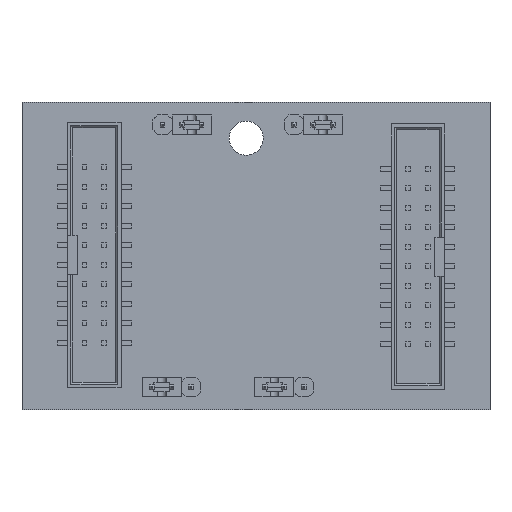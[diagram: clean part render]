
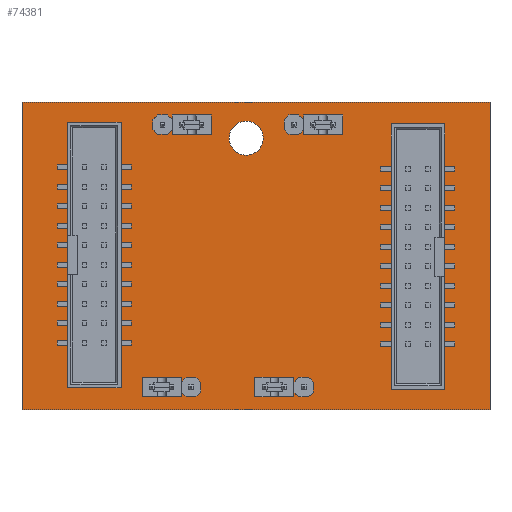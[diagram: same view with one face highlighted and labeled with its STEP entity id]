
A CAD part, front view. The second image highlights one B-rep face of the part: STEP entity #74381.
In plain terms, the highlighted planar face has unit normal (0, -1, 0).
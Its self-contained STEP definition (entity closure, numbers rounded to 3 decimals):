
#48 = PLANE ( 'NONE',  #1903 ) ;
#637 = CIRCLE ( 'NONE', #3074, 1.75 ) ;
#1903 = AXIS2_PLACEMENT_3D ( 'NONE', #5390, #28788, #29560 ) ;
#3074 = AXIS2_PLACEMENT_3D ( 'NONE', #14795, #3216, #26611 ) ;
#3216 = DIRECTION ( 'NONE',  ( 0., 1., 0. ) ) ;
#5152 = ORIENTED_EDGE ( 'NONE', *, *, #74314, .T. ) ;
#5390 = CARTESIAN_POINT ( 'NONE',  ( 0., -1., 0. ) ) ;
#6252 = VECTOR ( 'NONE', #55015, 1000. ) ;
#6889 = VERTEX_POINT ( 'NONE', #71960 ) ;
#8308 = CARTESIAN_POINT ( 'NONE',  ( 48., -1., -31.5 ) ) ;
#10111 = ORIENTED_EDGE ( 'NONE', *, *, #46402, .F. ) ;
#11028 = CARTESIAN_POINT ( 'NONE',  ( 0., -1., 0. ) ) ;
#11165 = FACE_BOUND ( 'NONE', #13645, .T. ) ;
#11324 = EDGE_CURVE ( 'NONE', #43237, #37643, #75089, .T. ) ;
#12925 = CARTESIAN_POINT ( 'NONE',  ( 48., -1., 0. ) ) ;
#13344 = DIRECTION ( 'NONE',  ( -1., 0., 0. ) ) ;
#13645 = EDGE_LOOP ( 'NONE', ( #28054, #5152 ) ) ;
#14486 = LINE ( 'NONE', #8308, #6252 ) ;
#14795 = CARTESIAN_POINT ( 'NONE',  ( 22.99, -1., -3.66 ) ) ;
#19395 = DIRECTION ( 'NONE',  ( 1., 0., 0. ) ) ;
#21266 = ORIENTED_EDGE ( 'NONE', *, *, #47916, .F. ) ;
#22781 = CARTESIAN_POINT ( 'NONE',  ( 0., -1., 0. ) ) ;
#23373 = VECTOR ( 'NONE', #19395, 1000. ) ;
#24619 = AXIS2_PLACEMENT_3D ( 'NONE', #66758, #37774, #26679 ) ;
#26274 = EDGE_CURVE ( 'NONE', #6889, #42320, #14486, .T. ) ;
#26611 = DIRECTION ( 'NONE',  ( 0., 0., 1. ) ) ;
#26679 = DIRECTION ( 'NONE',  ( 0., 0., 1. ) ) ;
#28054 = ORIENTED_EDGE ( 'NONE', *, *, #66300, .T. ) ;
#28788 = DIRECTION ( 'NONE',  ( 0., -1., 0. ) ) ;
#29560 = DIRECTION ( 'NONE',  ( 0., 0., -1. ) ) ;
#36859 = CIRCLE ( 'NONE', #24619, 1.75 ) ;
#36908 = EDGE_LOOP ( 'NONE', ( #10111, #57027, #21266, #38423 ) ) ;
#37643 = VERTEX_POINT ( 'NONE', #11028 ) ;
#37774 = DIRECTION ( 'NONE',  ( 0., 1., 0. ) ) ;
#37829 = VERTEX_POINT ( 'NONE', #61363 ) ;
#38423 = ORIENTED_EDGE ( 'NONE', *, *, #26274, .F. ) ;
#42320 = VERTEX_POINT ( 'NONE', #55812 ) ;
#43237 = VERTEX_POINT ( 'NONE', #72203 ) ;
#44279 = VECTOR ( 'NONE', #13344, 1000. ) ;
#46402 = EDGE_CURVE ( 'NONE', #37643, #6889, #59915, .T. ) ;
#47916 = EDGE_CURVE ( 'NONE', #42320, #43237, #71321, .T. ) ;
#52120 = CARTESIAN_POINT ( 'NONE',  ( 22.99, -1., -1.91 ) ) ;
#55015 = DIRECTION ( 'NONE',  ( 0., 0., -1. ) ) ;
#55812 = CARTESIAN_POINT ( 'NONE',  ( 48., -1., -31.5 ) ) ;
#57027 = ORIENTED_EDGE ( 'NONE', *, *, #11324, .F. ) ;
#57819 = FACE_OUTER_BOUND ( 'NONE', #36908, .T. ) ;
#59915 = LINE ( 'NONE', #12925, #23373 ) ;
#61363 = CARTESIAN_POINT ( 'NONE',  ( 22.99, -1., -5.41 ) ) ;
#62786 = VECTOR ( 'NONE', #69351, 1000. ) ;
#65634 = CARTESIAN_POINT ( 'NONE',  ( 0., -1., -31.5 ) ) ;
#66300 = EDGE_CURVE ( 'NONE', #73518, #37829, #36859, .T. ) ;
#66758 = CARTESIAN_POINT ( 'NONE',  ( 22.99, -1., -3.66 ) ) ;
#69351 = DIRECTION ( 'NONE',  ( 0., 0., 1. ) ) ;
#71321 = LINE ( 'NONE', #65634, #44279 ) ;
#71960 = CARTESIAN_POINT ( 'NONE',  ( 48., -1., 0. ) ) ;
#72203 = CARTESIAN_POINT ( 'NONE',  ( 0., -1., -31.5 ) ) ;
#73518 = VERTEX_POINT ( 'NONE', #52120 ) ;
#74314 = EDGE_CURVE ( 'NONE', #37829, #73518, #637, .T. ) ;
#74381 = ADVANCED_FACE ( 'NONE', ( #11165, #57819 ), #48, .T. ) ;
#75089 = LINE ( 'NONE', #22781, #62786 ) ;
